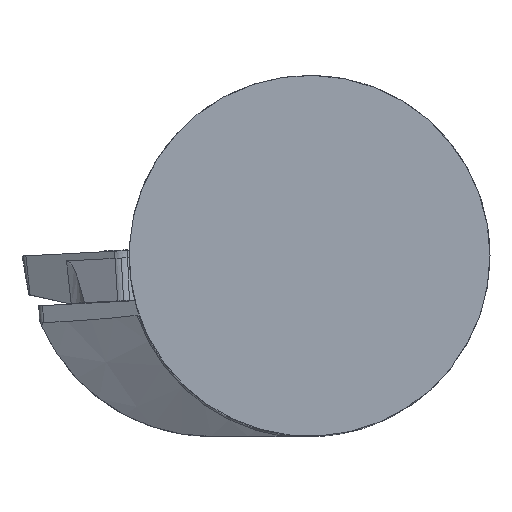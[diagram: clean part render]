
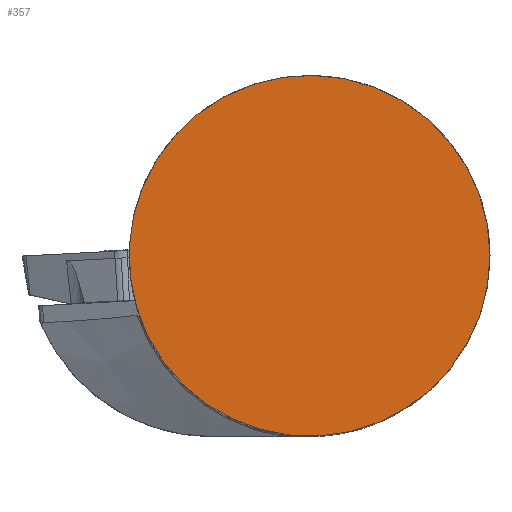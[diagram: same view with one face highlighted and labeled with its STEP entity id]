
A CAD part, top view. The second image highlights one B-rep face of the part: STEP entity #357.
In plain terms, the highlighted planar face has unit normal (0, 0, 1).
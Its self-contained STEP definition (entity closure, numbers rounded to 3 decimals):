
#169=PLANE('',#2198);
#257=FACE_OUTER_BOUND('',#516,.T.);
#357=ADVANCED_FACE('',(#257),#169,.T.);
#516=EDGE_LOOP('',(#1362));
#877=CIRCLE('',#2077,20.);
#1362=ORIENTED_EDGE('',*,*,#1712,.F.);
#1533=VERTEX_POINT('',#2924);
#1712=EDGE_CURVE('',#1533,#1533,#877,.T.);
#2077=AXIS2_PLACEMENT_3D('',#2923,#2294,#2295);
#2198=AXIS2_PLACEMENT_3D('',#3504,#2646,#2647);
#2294=DIRECTION('',(0.,0.,-1.));
#2295=DIRECTION('',(1.,0.,0.));
#2646=DIRECTION('',(0.,0.,1.));
#2647=DIRECTION('',(1.,0.,0.));
#2923=CARTESIAN_POINT('',(0.,0.,0.));
#2924=CARTESIAN_POINT('',(20.,0.,0.));
#3504=CARTESIAN_POINT('',(0.,0.,0.));
